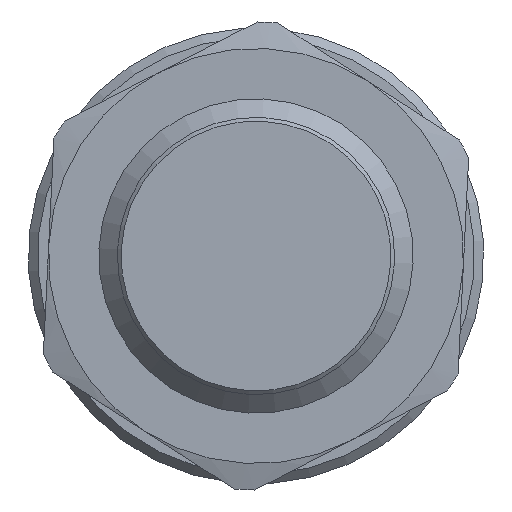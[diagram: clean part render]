
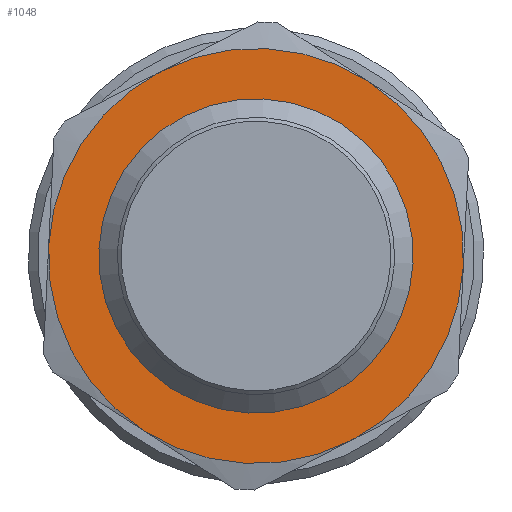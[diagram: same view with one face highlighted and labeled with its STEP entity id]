
A CAD part, left-side view. The second image highlights one B-rep face of the part: STEP entity #1048.
In plain terms, the highlighted planar face has unit normal (-1, 0, 0).
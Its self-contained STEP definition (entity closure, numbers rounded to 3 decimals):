
#945=CARTESIAN_POINT('',(-19.6,5.957,-9.247));
#946=VERTEX_POINT('',#945);
#961=CARTESIAN_POINT('',(-19.6,-5.03,-9.783));
#962=VERTEX_POINT('',#961);
#976=CARTESIAN_POINT('',(-19.6,0.,0.));
#977=DIRECTION('',(1.0,0.,0.));
#978=DIRECTION('',(0.,0.999,0.049));
#979=AXIS2_PLACEMENT_3D('',#976,#977,#978);
#980=CIRCLE('',#979,11.0);
#981=EDGE_CURVE('',#962,#946,#980,.T.);
#986=CARTESIAN_POINT('',(-19.6,9.654,0.471));
#987=DIRECTION('',(-1.0,0.0,0.0));
#988=DIRECTION('',(0.0,-0.049,0.999));
#989=AXIS2_PLACEMENT_3D('',#986,#987,#988);
#990=PLANE('',#989);
#991=CARTESIAN_POINT('',(-19.6,10.987,0.536));
#992=VERTEX_POINT('',#991);
#993=CARTESIAN_POINT('',(-19.6,5.03,9.783));
#994=VERTEX_POINT('',#993);
#995=CARTESIAN_POINT('',(-19.6,0.,0.));
#996=DIRECTION('',(1.0,0.,0.));
#997=DIRECTION('',(0.,0.999,0.049));
#998=AXIS2_PLACEMENT_3D('',#995,#996,#997);
#999=CIRCLE('',#998,11.0);
#1000=EDGE_CURVE('',#992,#994,#999,.T.);
#1001=ORIENTED_EDGE('',*,*,#1000,.F.);
#1002=CARTESIAN_POINT('',(-19.6,0.,0.));
#1003=DIRECTION('',(1.0,0.,0.));
#1004=DIRECTION('',(0.,0.999,0.049));
#1005=AXIS2_PLACEMENT_3D('',#1002,#1003,#1004);
#1006=CIRCLE('',#1005,11.0);
#1007=EDGE_CURVE('',#946,#992,#1006,.T.);
#1008=ORIENTED_EDGE('',*,*,#1007,.F.);
#1009=ORIENTED_EDGE('',*,*,#981,.F.);
#1010=CARTESIAN_POINT('',(-19.6,-10.987,-0.536));
#1011=VERTEX_POINT('',#1010);
#1012=CARTESIAN_POINT('',(-19.6,0.,0.));
#1013=DIRECTION('',(1.0,0.,0.));
#1014=DIRECTION('',(0.,0.999,0.049));
#1015=AXIS2_PLACEMENT_3D('',#1012,#1013,#1014);
#1016=CIRCLE('',#1015,11.0);
#1017=EDGE_CURVE('',#1011,#962,#1016,.T.);
#1018=ORIENTED_EDGE('',*,*,#1017,.F.);
#1019=CARTESIAN_POINT('',(-19.6,-5.957,9.247));
#1020=VERTEX_POINT('',#1019);
#1021=CARTESIAN_POINT('',(-19.6,0.,0.));
#1022=DIRECTION('',(1.0,0.,0.));
#1023=DIRECTION('',(0.,0.999,0.049));
#1024=AXIS2_PLACEMENT_3D('',#1021,#1022,#1023);
#1025=CIRCLE('',#1024,11.0);
#1026=EDGE_CURVE('',#1020,#1011,#1025,.T.);
#1027=ORIENTED_EDGE('',*,*,#1026,.F.);
#1028=CARTESIAN_POINT('',(-19.6,0.,0.));
#1029=DIRECTION('',(1.0,0.,0.));
#1030=DIRECTION('',(0.,0.999,0.049));
#1031=AXIS2_PLACEMENT_3D('',#1028,#1029,#1030);
#1032=CIRCLE('',#1031,11.0);
#1033=EDGE_CURVE('',#994,#1020,#1032,.T.);
#1034=ORIENTED_EDGE('',*,*,#1033,.F.);
#1035=EDGE_LOOP('',(#1001,#1008,#1009,#1018,#1027,#1034));
#1036=FACE_OUTER_BOUND('',#1035,.T.);
#1037=CARTESIAN_POINT('',(-19.6,8.321,0.406));
#1038=VERTEX_POINT('',#1037);
#1039=CARTESIAN_POINT('',(-19.6,0.,0.));
#1040=DIRECTION('',(1.0,0.,0.));
#1041=DIRECTION('',(0.,0.999,0.049));
#1042=AXIS2_PLACEMENT_3D('',#1039,#1040,#1041);
#1043=CIRCLE('',#1042,8.331);
#1044=EDGE_CURVE('',#1038,#1038,#1043,.T.);
#1045=ORIENTED_EDGE('',*,*,#1044,.T.);
#1046=EDGE_LOOP('',(#1045));
#1047=FACE_BOUND('',#1046,.T.);
#1048=ADVANCED_FACE('',(#1036,#1047),#990,.T.);
